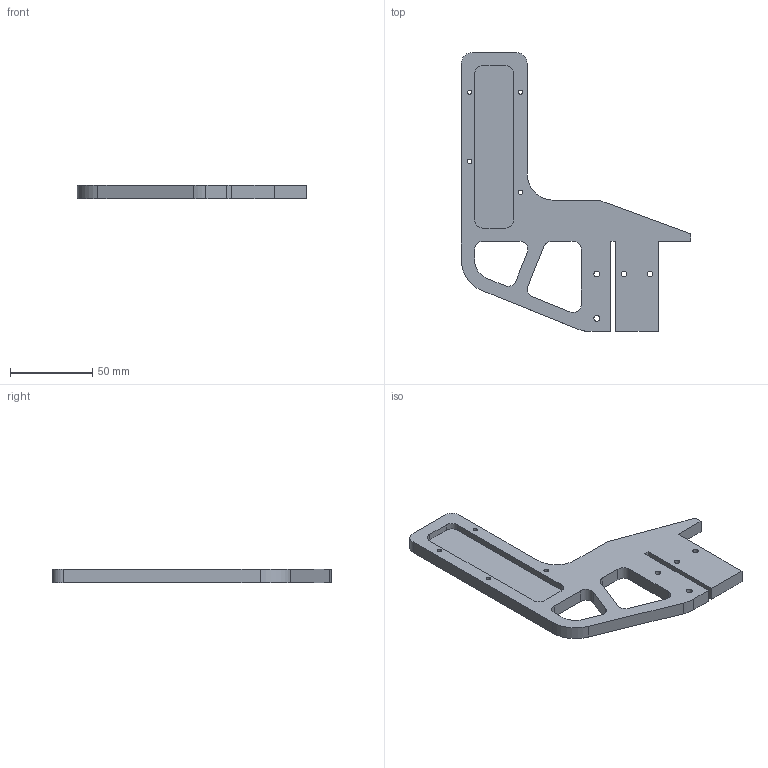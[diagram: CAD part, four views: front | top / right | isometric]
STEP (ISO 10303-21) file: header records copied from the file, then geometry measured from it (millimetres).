
FILE_DESCRIPTION (( 'STEP AP203' ), '1' );
FILE_NAME ('spool mount lower-OH MAKER (MAKER).STEP', '2019-01-01T17:52:55', ( '' ), ( '' ), 'SwSTEP 2.0', 'SolidWorks 2018', '' );
FILE_SCHEMA (( 'CONFIG_CONTROL_DESIGN' ));
Length unit declared in the file: millimetre
Products named in the file (1): spool mount lower-OH MAKER (MAKER)
Bounding box: 139.71 x 170 x 8 mm (x, y, z)
Volume: 70416.7 mm3; surface area: 28728.2 mm2
Topology: 1 solids, 1 shells, 63 faces, 180 edges, 120 vertices
Faces by surface type: cylinder 34, plane 29
Entity records: 2199 total; most frequent: DIRECTION 376, CARTESIAN_POINT 364, ORIENTED_EDGE 360, EDGE_CURVE 180, AXIS2_PLACEMENT_3D 132, VERTEX_POINT 120, LINE 112, VECTOR 112
